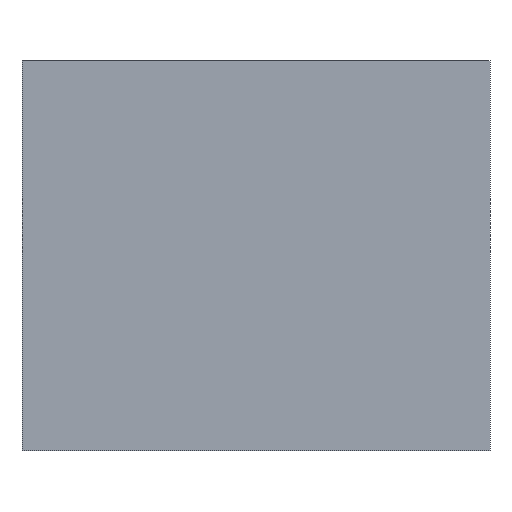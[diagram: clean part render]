
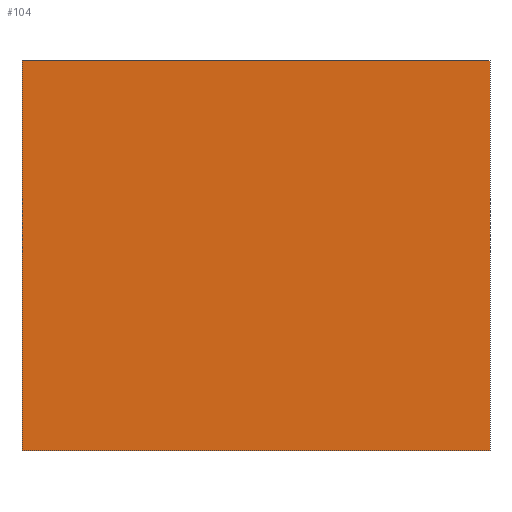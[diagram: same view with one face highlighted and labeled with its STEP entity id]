
A CAD part, front view. The second image highlights one B-rep face of the part: STEP entity #104.
In plain terms, the highlighted planar face has unit normal (0, -1, 0).
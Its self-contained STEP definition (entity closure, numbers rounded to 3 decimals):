
#21=FACE_OUTER_BOUND('',#27,.T.);
#27=EDGE_LOOP('',(#87,#88,#89,#90));
#32=LINE('',#171,#42);
#36=LINE('',#180,#46);
#39=LINE('',#188,#49);
#40=LINE('',#190,#50);
#42=VECTOR('',#142,10.);
#46=VECTOR('',#150,10.);
#49=VECTOR('',#159,10.);
#50=VECTOR('',#162,10.);
#51=VERTEX_POINT('',#167);
#53=VERTEX_POINT('',#170);
#55=VERTEX_POINT('',#176);
#58=VERTEX_POINT('',#186);
#60=EDGE_CURVE('',#53,#51,#32,.T.);
#65=EDGE_CURVE('',#55,#53,#36,.T.);
#69=EDGE_CURVE('',#51,#58,#39,.T.);
#70=EDGE_CURVE('',#58,#55,#40,.T.);
#87=ORIENTED_EDGE('',*,*,#70,.T.);
#88=ORIENTED_EDGE('',*,*,#65,.T.);
#89=ORIENTED_EDGE('',*,*,#60,.T.);
#90=ORIENTED_EDGE('',*,*,#69,.T.);
#98=PLANE('',#135);
#104=ADVANCED_FACE('',(#21),#98,.T.);
#135=AXIS2_PLACEMENT_3D('',#189,#160,#161);
#142=DIRECTION('',(1.,0.,0.));
#150=DIRECTION('',(0.,0.,-1.));
#159=DIRECTION('',(0.,0.,1.));
#160=DIRECTION('center_axis',(0.,-1.,0.));
#161=DIRECTION('ref_axis',(0.,0.,-1.));
#162=DIRECTION('',(-1.,0.,0.));
#167=CARTESIAN_POINT('',(15.,0.,-12.5));
#170=CARTESIAN_POINT('',(-15.,0.,-12.5));
#171=CARTESIAN_POINT('',(15.,0.,-12.5));
#176=CARTESIAN_POINT('',(-15.,0.,12.5));
#180=CARTESIAN_POINT('',(-15.,0.,0.));
#186=CARTESIAN_POINT('',(15.,0.,12.5));
#188=CARTESIAN_POINT('',(15.,0.,0.));
#189=CARTESIAN_POINT('Origin',(15.,0.,0.));
#190=CARTESIAN_POINT('',(15.,0.,12.5));
